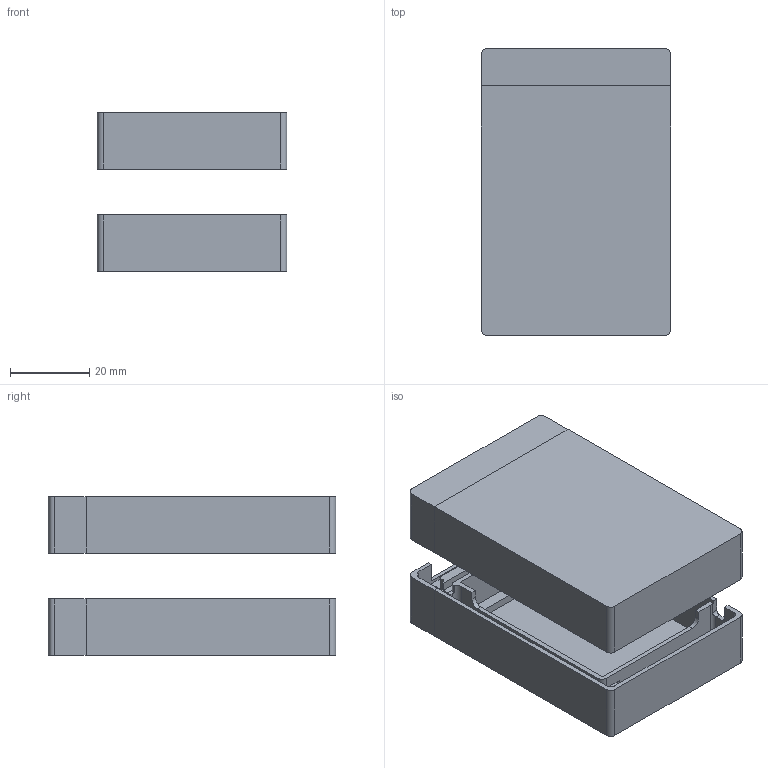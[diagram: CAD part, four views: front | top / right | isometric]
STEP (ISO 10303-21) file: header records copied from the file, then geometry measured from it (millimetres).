
FILE_DESCRIPTION(/* description */ (''),/* implementation_level */ '2;1');
FILE_NAME(/* name */ 'AQS-Display-Case-v16.step',/* time_stamp */ '2024-01-16T08:38:03+11:00',/* author */ (''),/* organization */ (''),/* preprocessor_version */ 'ST-DEVELOPER v20',/* originating_system */ 'Autodesk Translation Framework v12.14.0.127',/* authorisation */ '');
FILE_SCHEMA (('AUTOMOTIVE_DESIGN { 1 0 10303 214 3 1 1 }'));
Length unit declared in the file: millimetre
Products named in the file (1): AQS Display Case
Bounding box: 47.8 x 72.5 x 40 mm (x, y, z)
Volume: 26145.6 mm3; surface area: 31982.7 mm2
Topology: 4 solids, 4 shells, 286 faces, 832 edges, 554 vertices
Faces by surface type: plane 194, cylinder 92
Full cylindrical faces by diameter (mm): 3 x4
Entity records: 9487 total; most frequent: CARTESIAN_POINT 1695, ORIENTED_EDGE 1664, DIRECTION 1598, EDGE_CURVE 832, LINE 636, VECTOR 636, VERTEX_POINT 554, AXIS2_PLACEMENT_3D 481
